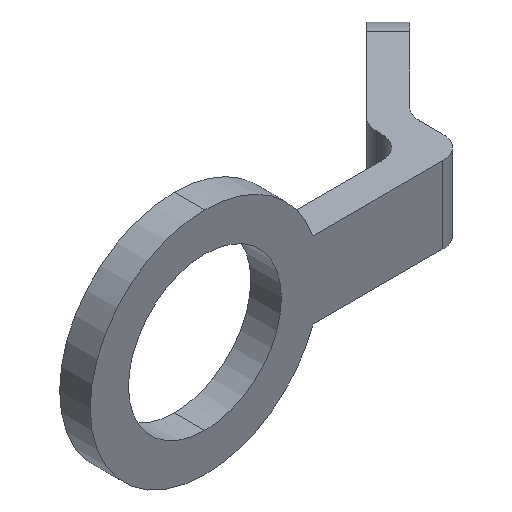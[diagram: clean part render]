
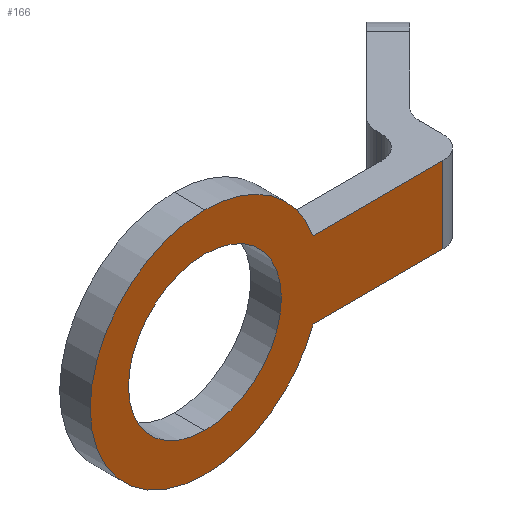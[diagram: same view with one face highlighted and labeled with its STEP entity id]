
A CAD part, isometric view. The second image highlights one B-rep face of the part: STEP entity #166.
In plain terms, the highlighted planar face has unit normal (0, -1, 0).
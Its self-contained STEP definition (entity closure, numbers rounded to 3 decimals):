
#6 = AXIS2_PLACEMENT_3D ( 'NONE', #450, #337, #677 ) ;
#18 = DIRECTION ( 'NONE',  ( 0., 0., 1. ) ) ;
#22 = AXIS2_PLACEMENT_3D ( 'NONE', #403, #335, #180 ) ;
#30 = DIRECTION ( 'NONE',  ( 0., 0., 1. ) ) ;
#46 = ORIENTED_EDGE ( 'NONE', *, *, #491, .F. ) ;
#48 = LINE ( 'NONE', #100, #664 ) ;
#52 = ORIENTED_EDGE ( 'NONE', *, *, #253, .T. ) ;
#62 = CARTESIAN_POINT ( 'NONE',  ( 14.142, 0., 5. ) ) ;
#78 = VERTEX_POINT ( 'NONE', #674 ) ;
#80 = CARTESIAN_POINT ( 'NONE',  ( 31.142, 0., 0. ) ) ;
#90 = VECTOR ( 'NONE', #30, 1000. ) ;
#95 = CARTESIAN_POINT ( 'NONE',  ( 0., 0., 0. ) ) ;
#100 = CARTESIAN_POINT ( 'NONE',  ( 34.142, 0., 5. ) ) ;
#102 = CIRCLE ( 'NONE', #6, 10. ) ;
#107 = EDGE_CURVE ( 'NONE', #315, #287, #521, .T. ) ;
#115 = AXIS2_PLACEMENT_3D ( 'NONE', #95, #302, #526 ) ;
#131 = ORIENTED_EDGE ( 'NONE', *, *, #632, .F. ) ;
#138 = DIRECTION ( 'NONE',  ( 0., 1., 0. ) ) ;
#149 = CARTESIAN_POINT ( 'NONE',  ( 0., 0., 10. ) ) ;
#157 = CARTESIAN_POINT ( 'NONE',  ( 0., 0., 15. ) ) ;
#166 = ADVANCED_FACE ( 'NONE', ( #583, #577 ), #254, .F. ) ;
#180 = DIRECTION ( 'NONE',  ( 0., 0., 1. ) ) ;
#204 = AXIS2_PLACEMENT_3D ( 'NONE', #385, #230, #18 ) ;
#212 = CARTESIAN_POINT ( 'NONE',  ( 34.142, 0., -5. ) ) ;
#219 = DIRECTION ( 'NONE',  ( 1., 0., 0. ) ) ;
#230 = DIRECTION ( 'NONE',  ( 0., 1., 0. ) ) ;
#236 = EDGE_LOOP ( 'NONE', ( #691, #52 ) ) ;
#253 = EDGE_CURVE ( 'NONE', #595, #336, #512, .T. ) ;
#254 = PLANE ( 'NONE',  #380 ) ;
#282 = VERTEX_POINT ( 'NONE', #714 ) ;
#287 = VERTEX_POINT ( 'NONE', #62 ) ;
#302 = DIRECTION ( 'NONE',  ( 0., 1., 0. ) ) ;
#315 = VERTEX_POINT ( 'NONE', #157 ) ;
#318 = VERTEX_POINT ( 'NONE', #541 ) ;
#335 = DIRECTION ( 'NONE',  ( 0., 1., 0. ) ) ;
#336 = VERTEX_POINT ( 'NONE', #433 ) ;
#337 = DIRECTION ( 'NONE',  ( 0., 1., 0. ) ) ;
#364 = VERTEX_POINT ( 'NONE', #707 ) ;
#380 = AXIS2_PLACEMENT_3D ( 'NONE', #459, #138, #628 ) ;
#385 = CARTESIAN_POINT ( 'NONE',  ( 0., 0., 0. ) ) ;
#403 = CARTESIAN_POINT ( 'NONE',  ( 0., 0., 0. ) ) ;
#408 = ORIENTED_EDGE ( 'NONE', *, *, #692, .T. ) ;
#422 = CIRCLE ( 'NONE', #204, 15. ) ;
#427 = EDGE_CURVE ( 'NONE', #287, #364, #48, .T. ) ;
#433 = CARTESIAN_POINT ( 'NONE',  ( 0., 0., -10. ) ) ;
#450 = CARTESIAN_POINT ( 'NONE',  ( 0., 0., 0. ) ) ;
#459 = CARTESIAN_POINT ( 'NONE',  ( 0., 0., 0. ) ) ;
#462 = CARTESIAN_POINT ( 'NONE',  ( 0., 0., 0. ) ) ;
#491 = EDGE_CURVE ( 'NONE', #318, #78, #422, .T. ) ;
#502 = ORIENTED_EDGE ( 'NONE', *, *, #107, .F. ) ;
#512 = CIRCLE ( 'NONE', #115, 10. ) ;
#520 = AXIS2_PLACEMENT_3D ( 'NONE', #462, #579, #525 ) ;
#521 = CIRCLE ( 'NONE', #22, 15. ) ;
#524 = ORIENTED_EDGE ( 'NONE', *, *, #705, .F. ) ;
#525 = DIRECTION ( 'NONE',  ( 0., 0., 1. ) ) ;
#526 = DIRECTION ( 'NONE',  ( 0., 0., 1. ) ) ;
#538 = EDGE_CURVE ( 'NONE', #336, #595, #102, .T. ) ;
#541 = CARTESIAN_POINT ( 'NONE',  ( 14.142, 0., -5. ) ) ;
#563 = VECTOR ( 'NONE', #713, 1000. ) ;
#566 = LINE ( 'NONE', #80, #90 ) ;
#577 = FACE_BOUND ( 'NONE', #236, .T. ) ;
#579 = DIRECTION ( 'NONE',  ( 0., 1., 0. ) ) ;
#583 = FACE_OUTER_BOUND ( 'NONE', #680, .T. ) ;
#595 = VERTEX_POINT ( 'NONE', #149 ) ;
#628 = DIRECTION ( 'NONE',  ( 0., 0., 1. ) ) ;
#632 = EDGE_CURVE ( 'NONE', #78, #315, #699, .T. ) ;
#642 = LINE ( 'NONE', #212, #563 ) ;
#648 = ORIENTED_EDGE ( 'NONE', *, *, #427, .F. ) ;
#664 = VECTOR ( 'NONE', #219, 1000. ) ;
#674 = CARTESIAN_POINT ( 'NONE',  ( 0., 0., -15. ) ) ;
#677 = DIRECTION ( 'NONE',  ( 0., 0., 1. ) ) ;
#680 = EDGE_LOOP ( 'NONE', ( #524, #408, #648, #502, #131, #46 ) ) ;
#691 = ORIENTED_EDGE ( 'NONE', *, *, #538, .T. ) ;
#692 = EDGE_CURVE ( 'NONE', #282, #364, #566, .T. ) ;
#699 = CIRCLE ( 'NONE', #520, 15. ) ;
#705 = EDGE_CURVE ( 'NONE', #282, #318, #642, .T. ) ;
#707 = CARTESIAN_POINT ( 'NONE',  ( 31.142, 0., 5. ) ) ;
#713 = DIRECTION ( 'NONE',  ( -1., 0., 0. ) ) ;
#714 = CARTESIAN_POINT ( 'NONE',  ( 31.142, 0., -5. ) ) ;
